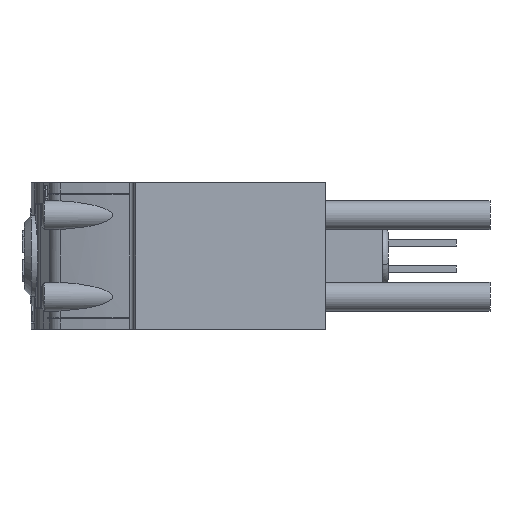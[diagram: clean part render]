
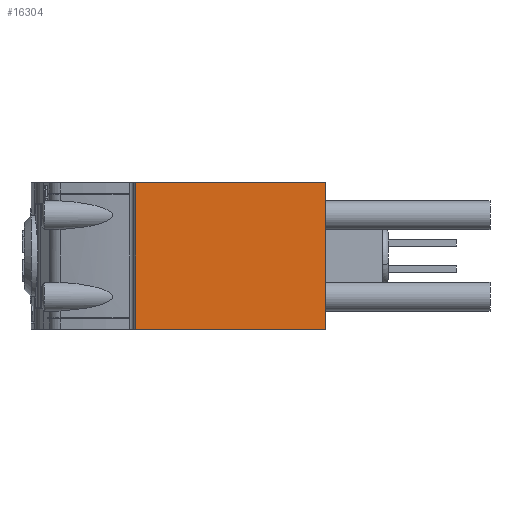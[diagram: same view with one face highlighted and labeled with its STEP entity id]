
A CAD part, left-side view. The second image highlights one B-rep face of the part: STEP entity #16304.
In plain terms, the highlighted planar face has unit normal (-1, 0, 0).
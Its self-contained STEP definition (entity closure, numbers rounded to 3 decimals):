
#357 = DIRECTION ( 'NONE',  ( 0., -1., 0. ) ) ;
#1508 = VERTEX_POINT ( 'NONE', #7867 ) ;
#2405 = LINE ( 'NONE', #17374, #6582 ) ;
#2480 = DIRECTION ( 'NONE',  ( 1., 0., 0. ) ) ;
#2587 = DIRECTION ( 'NONE',  ( 0., 0., -1. ) ) ;
#3378 = ORIENTED_EDGE ( 'NONE', *, *, #17354, .T. ) ;
#3676 = ORIENTED_EDGE ( 'NONE', *, *, #6534, .F. ) ;
#3835 = EDGE_CURVE ( 'NONE', #1508, #14869, #5331, .T. ) ;
#4190 = VERTEX_POINT ( 'NONE', #12147 ) ;
#5331 = LINE ( 'NONE', #8304, #10988 ) ;
#6534 = EDGE_CURVE ( 'NONE', #11603, #4190, #2405, .T. ) ;
#6575 = PLANE ( 'NONE',  #12066 ) ;
#6582 = VECTOR ( 'NONE', #7838, 1000. ) ;
#6976 = DIRECTION ( 'NONE',  ( 0., -1., 0. ) ) ;
#7419 = EDGE_LOOP ( 'NONE', ( #3378, #3676, #12761, #9309 ) ) ;
#7838 = DIRECTION ( 'NONE',  ( 0., 0., -1. ) ) ;
#7867 = CARTESIAN_POINT ( 'NONE',  ( 0., 18.368, 7.1 ) ) ;
#7916 = FACE_OUTER_BOUND ( 'NONE', #7419, .T. ) ;
#8231 = CARTESIAN_POINT ( 'NONE',  ( 0., 18.368, -7.1 ) ) ;
#8304 = CARTESIAN_POINT ( 'NONE',  ( 0., 18.368, 7.1 ) ) ;
#9287 = CARTESIAN_POINT ( 'NONE',  ( 0., 18.368, -7.1 ) ) ;
#9309 = ORIENTED_EDGE ( 'NONE', *, *, #3835, .T. ) ;
#10738 = LINE ( 'NONE', #16327, #17556 ) ;
#10988 = VECTOR ( 'NONE', #12258, 1000. ) ;
#11603 = VERTEX_POINT ( 'NONE', #12202 ) ;
#11803 = LINE ( 'NONE', #9287, #14671 ) ;
#12066 = AXIS2_PLACEMENT_3D ( 'NONE', #13503, #2480, #2587 ) ;
#12147 = CARTESIAN_POINT ( 'NONE',  ( 0., 0., -7.1 ) ) ;
#12202 = CARTESIAN_POINT ( 'NONE',  ( 0., 0., 7.1 ) ) ;
#12258 = DIRECTION ( 'NONE',  ( 0., 0., -1. ) ) ;
#12761 = ORIENTED_EDGE ( 'NONE', *, *, #14900, .F. ) ;
#13503 = CARTESIAN_POINT ( 'NONE',  ( 0., 18.368, 7.1 ) ) ;
#14671 = VECTOR ( 'NONE', #357, 1000. ) ;
#14869 = VERTEX_POINT ( 'NONE', #8231 ) ;
#14900 = EDGE_CURVE ( 'NONE', #1508, #11603, #10738, .T. ) ;
#16304 = ADVANCED_FACE ( 'NONE', ( #7916 ), #6575, .F. ) ;
#16327 = CARTESIAN_POINT ( 'NONE',  ( 0., 18.368, 7.1 ) ) ;
#17354 = EDGE_CURVE ( 'NONE', #14869, #4190, #11803, .T. ) ;
#17374 = CARTESIAN_POINT ( 'NONE',  ( 0., 0., 7.1 ) ) ;
#17556 = VECTOR ( 'NONE', #6976, 1000. ) ;
